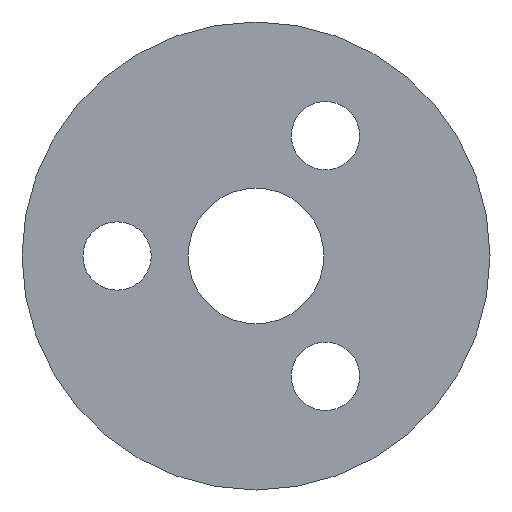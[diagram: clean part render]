
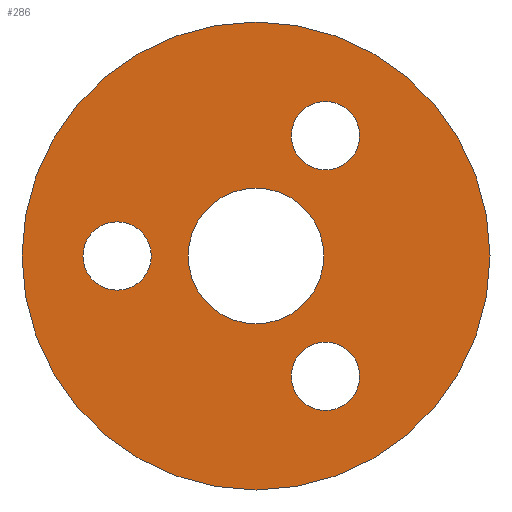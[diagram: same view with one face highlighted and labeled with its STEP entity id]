
A CAD part, front view. The second image highlights one B-rep face of the part: STEP entity #286.
In plain terms, the highlighted planar face has unit normal (0, -1, 0).
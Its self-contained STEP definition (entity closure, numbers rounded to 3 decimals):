
#7 = AXIS2_PLACEMENT_3D ( 'NONE', #571, #338, #529 ) ;
#19 = DIRECTION ( 'NONE',  ( 0., 0., 1. ) ) ;
#26 = CARTESIAN_POINT ( 'NONE',  ( 0., 0., 0. ) ) ;
#45 = ORIENTED_EDGE ( 'NONE', *, *, #555, .F. ) ;
#46 = DIRECTION ( 'NONE',  ( 0., 0., 1. ) ) ;
#51 = CARTESIAN_POINT ( 'NONE',  ( 0., 0., 3.175 ) ) ;
#62 = AXIS2_PLACEMENT_3D ( 'NONE', #365, #135, #132 ) ;
#66 = CARTESIAN_POINT ( 'NONE',  ( 3.25, 0., -7.229 ) ) ;
#76 = EDGE_LOOP ( 'NONE', ( #418, #343 ) ) ;
#81 = CIRCLE ( 'NONE', #454, 10.95 ) ;
#83 = AXIS2_PLACEMENT_3D ( 'NONE', #546, #230, #498 ) ;
#86 = DIRECTION ( 'NONE',  ( 0., 1., 0. ) ) ;
#92 = EDGE_LOOP ( 'NONE', ( #217, #158 ) ) ;
#93 = CARTESIAN_POINT ( 'NONE',  ( 3.25, 0., 7.229 ) ) ;
#98 = ORIENTED_EDGE ( 'NONE', *, *, #186, .F. ) ;
#99 = CARTESIAN_POINT ( 'NONE',  ( 0., 0., 0. ) ) ;
#118 = CARTESIAN_POINT ( 'NONE',  ( 0., 0., 10.95 ) ) ;
#126 = EDGE_CURVE ( 'NONE', #279, #481, #584, .T. ) ;
#127 = ORIENTED_EDGE ( 'NONE', *, *, #382, .T. ) ;
#129 = DIRECTION ( 'NONE',  ( 0., 1., 0. ) ) ;
#131 = CARTESIAN_POINT ( 'NONE',  ( 0., 0., 0. ) ) ;
#132 = DIRECTION ( 'NONE',  ( 0., 0., 1. ) ) ;
#135 = DIRECTION ( 'NONE',  ( 0., 1., 0. ) ) ;
#140 = CARTESIAN_POINT ( 'NONE',  ( -6.5, 0., 0. ) ) ;
#152 = EDGE_LOOP ( 'NONE', ( #98, #45 ) ) ;
#158 = ORIENTED_EDGE ( 'NONE', *, *, #380, .T. ) ;
#173 = CARTESIAN_POINT ( 'NONE',  ( 3.25, 0., 5.629 ) ) ;
#178 = VERTEX_POINT ( 'NONE', #66 ) ;
#180 = CARTESIAN_POINT ( 'NONE',  ( -6.5, 0., 1.6 ) ) ;
#184 = PLANE ( 'NONE',  #542 ) ;
#186 = EDGE_CURVE ( 'NONE', #405, #478, #81, .T. ) ;
#202 = DIRECTION ( 'NONE',  ( 0., 0., 1. ) ) ;
#204 = CARTESIAN_POINT ( 'NONE',  ( 0., 0., 0. ) ) ;
#209 = CIRCLE ( 'NONE', #83, 1.6 ) ;
#213 = CARTESIAN_POINT ( 'NONE',  ( -6.5, 0., -1.6 ) ) ;
#217 = ORIENTED_EDGE ( 'NONE', *, *, #342, .T. ) ;
#219 = CIRCLE ( 'NONE', #7, 1.6 ) ;
#229 = VERTEX_POINT ( 'NONE', #348 ) ;
#230 = DIRECTION ( 'NONE',  ( 0., 1., 0. ) ) ;
#232 = DIRECTION ( 'NONE',  ( 0., 1., 0. ) ) ;
#237 = FACE_BOUND ( 'NONE', #551, .T. ) ;
#238 = ORIENTED_EDGE ( 'NONE', *, *, #400, .T. ) ;
#242 = AXIS2_PLACEMENT_3D ( 'NONE', #26, #129, #19 ) ;
#245 = CIRCLE ( 'NONE', #347, 1.6 ) ;
#257 = CIRCLE ( 'NONE', #361, 1.6 ) ;
#264 = DIRECTION ( 'NONE',  ( 0., 0., 1. ) ) ;
#279 = VERTEX_POINT ( 'NONE', #51 ) ;
#286 = ADVANCED_FACE ( 'NONE', ( #577, #237, #312, #549, #451 ), #184, .F. ) ;
#293 = DIRECTION ( 'NONE',  ( 0., 1., 0. ) ) ;
#295 = AXIS2_PLACEMENT_3D ( 'NONE', #341, #427, #527 ) ;
#312 = FACE_BOUND ( 'NONE', #92, .T. ) ;
#313 = DIRECTION ( 'NONE',  ( 0., 1., 0. ) ) ;
#315 = VERTEX_POINT ( 'NONE', #180 ) ;
#317 = CIRCLE ( 'NONE', #413, 1.6 ) ;
#335 = CIRCLE ( 'NONE', #62, 1.6 ) ;
#337 = CIRCLE ( 'NONE', #295, 3.175 ) ;
#338 = DIRECTION ( 'NONE',  ( 0., 1., 0. ) ) ;
#341 = CARTESIAN_POINT ( 'NONE',  ( 0., 0., 0. ) ) ;
#342 = EDGE_CURVE ( 'NONE', #419, #229, #245, .T. ) ;
#343 = ORIENTED_EDGE ( 'NONE', *, *, #126, .T. ) ;
#347 = AXIS2_PLACEMENT_3D ( 'NONE', #534, #86, #264 ) ;
#348 = CARTESIAN_POINT ( 'NONE',  ( 3.25, 0., 4.029 ) ) ;
#357 = CARTESIAN_POINT ( 'NONE',  ( 3.25, 0., -4.029 ) ) ;
#361 = AXIS2_PLACEMENT_3D ( 'NONE', #140, #446, #46 ) ;
#365 = CARTESIAN_POINT ( 'NONE',  ( 3.25, 0., -5.629 ) ) ;
#366 = VERTEX_POINT ( 'NONE', #357 ) ;
#375 = EDGE_LOOP ( 'NONE', ( #496, #127 ) ) ;
#380 = EDGE_CURVE ( 'NONE', #229, #419, #317, .T. ) ;
#382 = EDGE_CURVE ( 'NONE', #467, #315, #257, .T. ) ;
#395 = DIRECTION ( 'NONE',  ( 0., 0., 1. ) ) ;
#398 = DIRECTION ( 'NONE',  ( 0., 0., 1. ) ) ;
#400 = EDGE_CURVE ( 'NONE', #178, #366, #335, .T. ) ;
#405 = VERTEX_POINT ( 'NONE', #443 ) ;
#413 = AXIS2_PLACEMENT_3D ( 'NONE', #173, #493, #398 ) ;
#415 = EDGE_CURVE ( 'NONE', #366, #178, #209, .T. ) ;
#418 = ORIENTED_EDGE ( 'NONE', *, *, #572, .T. ) ;
#419 = VERTEX_POINT ( 'NONE', #93 ) ;
#427 = DIRECTION ( 'NONE',  ( 0., 1., 0. ) ) ;
#443 = CARTESIAN_POINT ( 'NONE',  ( 0., 0., -10.95 ) ) ;
#446 = DIRECTION ( 'NONE',  ( 0., 1., 0. ) ) ;
#451 = FACE_BOUND ( 'NONE', #76, .T. ) ;
#454 = AXIS2_PLACEMENT_3D ( 'NONE', #204, #293, #202 ) ;
#467 = VERTEX_POINT ( 'NONE', #213 ) ;
#474 = AXIS2_PLACEMENT_3D ( 'NONE', #131, #313, #395 ) ;
#478 = VERTEX_POINT ( 'NONE', #118 ) ;
#481 = VERTEX_POINT ( 'NONE', #526 ) ;
#490 = CIRCLE ( 'NONE', #242, 10.95 ) ;
#493 = DIRECTION ( 'NONE',  ( 0., 1., 0. ) ) ;
#496 = ORIENTED_EDGE ( 'NONE', *, *, #524, .T. ) ;
#498 = DIRECTION ( 'NONE',  ( 0., 0., 1. ) ) ;
#511 = ORIENTED_EDGE ( 'NONE', *, *, #415, .T. ) ;
#524 = EDGE_CURVE ( 'NONE', #315, #467, #219, .T. ) ;
#526 = CARTESIAN_POINT ( 'NONE',  ( 0., 0., -3.175 ) ) ;
#527 = DIRECTION ( 'NONE',  ( 0., 0., 1. ) ) ;
#529 = DIRECTION ( 'NONE',  ( 0., 0., 1. ) ) ;
#534 = CARTESIAN_POINT ( 'NONE',  ( 3.25, 0., 5.629 ) ) ;
#537 = DIRECTION ( 'NONE',  ( 0., 0., 1. ) ) ;
#542 = AXIS2_PLACEMENT_3D ( 'NONE', #99, #232, #537 ) ;
#546 = CARTESIAN_POINT ( 'NONE',  ( 3.25, 0., -5.629 ) ) ;
#549 = FACE_OUTER_BOUND ( 'NONE', #152, .T. ) ;
#551 = EDGE_LOOP ( 'NONE', ( #511, #238 ) ) ;
#555 = EDGE_CURVE ( 'NONE', #478, #405, #490, .T. ) ;
#571 = CARTESIAN_POINT ( 'NONE',  ( -6.5, 0., 0. ) ) ;
#572 = EDGE_CURVE ( 'NONE', #481, #279, #337, .T. ) ;
#577 = FACE_BOUND ( 'NONE', #375, .T. ) ;
#584 = CIRCLE ( 'NONE', #474, 3.175 ) ;
